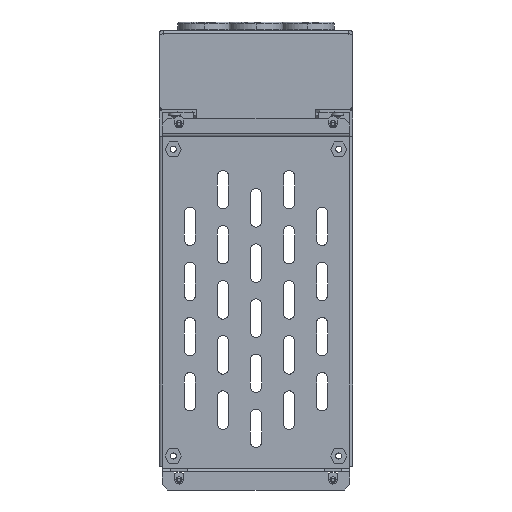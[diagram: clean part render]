
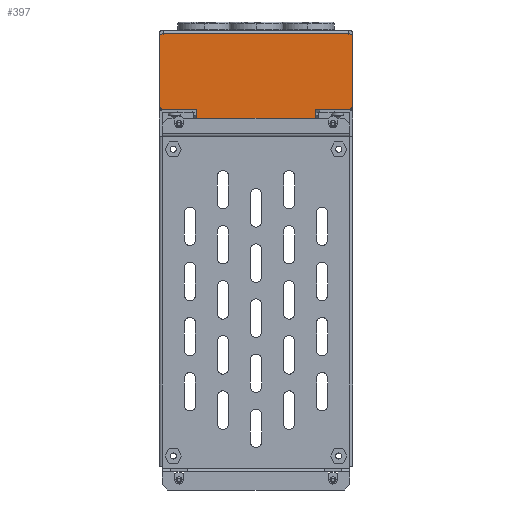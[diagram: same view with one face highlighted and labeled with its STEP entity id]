
A CAD part, front view. The second image highlights one B-rep face of the part: STEP entity #397.
In plain terms, the highlighted planar face has unit normal (0, -1, 0).
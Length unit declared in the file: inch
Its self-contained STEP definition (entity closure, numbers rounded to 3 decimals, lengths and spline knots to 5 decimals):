
#349 = CARTESIAN_POINT ( 'NONE',  ( -1.99213, 3.03543, 2.34646 ) ) ;
#397 = ADVANCED_FACE ( 'NONE', ( #32449 ), #21382, .T. ) ;
#463 = CARTESIAN_POINT ( 'NONE',  ( -1.19685, 3.03543, 0.02362 ) ) ;
#497 = DIRECTION ( 'NONE',  ( 0.707, 0., 0.707 ) ) ;
#1427 = VERTEX_POINT ( 'NONE', #23974 ) ;
#1938 = CARTESIAN_POINT ( 'NONE',  ( -1.27559, 3.03543, 2.34646 ) ) ;
#2166 = LINE ( 'NONE', #1938, #22943 ) ;
#2457 = VECTOR ( 'NONE', #28446, 39.37008 ) ;
#3287 = VERTEX_POINT ( 'NONE', #27158 ) ;
#3581 = VERTEX_POINT ( 'NONE', #24811 ) ;
#3852 = LINE ( 'NONE', #36401, #31826 ) ;
#4099 = DIRECTION ( 'NONE',  ( 0., 0., 1. ) ) ;
#5245 = LINE ( 'NONE', #37086, #28467 ) ;
#5364 = ORIENTED_EDGE ( 'NONE', *, *, #41888, .T. ) ;
#5951 = DIRECTION ( 'NONE',  ( 0., 0., -1. ) ) ;
#6516 = VERTEX_POINT ( 'NONE', #35922 ) ;
#6642 = ORIENTED_EDGE ( 'NONE', *, *, #13577, .T. ) ;
#7032 = CARTESIAN_POINT ( 'NONE',  ( 2.07087, 3.03543, 2.26772 ) ) ;
#8050 = VECTOR ( 'NONE', #5951, 39.37008 ) ;
#8163 = CARTESIAN_POINT ( 'NONE',  ( -1.27559, 3.03543, 0.10236 ) ) ;
#8627 = CARTESIAN_POINT ( 'NONE',  ( 0., 3.03543, 0.65354 ) ) ;
#8860 = VECTOR ( 'NONE', #497, 39.37008 ) ;
#9915 = CARTESIAN_POINT ( 'NONE',  ( -2.07087, 3.03543, 0.73228 ) ) ;
#9969 = LINE ( 'NONE', #34977, #39662 ) ;
#10204 = DIRECTION ( 'NONE',  ( 1., 0., 0. ) ) ;
#10330 = EDGE_LOOP ( 'NONE', ( #21940, #45749, #24733, #12918, #35202, #6642, #15739, #18770, #43738, #46285, #33689, #23553, #31341, #19121, #5364, #26683 ) ) ;
#10512 = CARTESIAN_POINT ( 'NONE',  ( 0., 3.03543, 2.34646 ) ) ;
#10701 = CARTESIAN_POINT ( 'NONE',  ( 1.99213, 3.03543, 0.65354 ) ) ;
#11573 = EDGE_CURVE ( 'NONE', #3287, #37218, #23744, .T. ) ;
#11687 = EDGE_CURVE ( 'NONE', #14639, #31608, #18262, .T. ) ;
#12458 = CARTESIAN_POINT ( 'NONE',  ( -1.99213, 3.03543, 2.26772 ) ) ;
#12802 = VECTOR ( 'NONE', #13668, 39.37008 ) ;
#12918 = ORIENTED_EDGE ( 'NONE', *, *, #18243, .T. ) ;
#13577 = EDGE_CURVE ( 'NONE', #28056, #14639, #17000, .T. ) ;
#13668 = DIRECTION ( 'NONE',  ( -1., 0., 0. ) ) ;
#14055 = LINE ( 'NONE', #31985, #2457 ) ;
#14230 = EDGE_CURVE ( 'NONE', #27848, #42377, #19256, .T. ) ;
#14287 = DIRECTION ( 'NONE',  ( 0., 0., -1. ) ) ;
#14639 = VERTEX_POINT ( 'NONE', #36456 ) ;
#15026 = EDGE_CURVE ( 'NONE', #37218, #43314, #3852, .T. ) ;
#15130 = CARTESIAN_POINT ( 'NONE',  ( 1.27559, 3.03543, 0.65354 ) ) ;
#15581 = LINE ( 'NONE', #27591, #12802 ) ;
#15739 = ORIENTED_EDGE ( 'NONE', *, *, #11687, .T. ) ;
#17000 = LINE ( 'NONE', #35636, #24386 ) ;
#17507 = VECTOR ( 'NONE', #31937, 39.37008 ) ;
#17565 = LINE ( 'NONE', #45386, #17507 ) ;
#17693 = CARTESIAN_POINT ( 'NONE',  ( 0., 3.03543, 2.26772 ) ) ;
#17969 = VECTOR ( 'NONE', #38634, 39.37008 ) ;
#18243 = EDGE_CURVE ( 'NONE', #43314, #1427, #20749, .T. ) ;
#18262 = LINE ( 'NONE', #349, #8050 ) ;
#18770 = ORIENTED_EDGE ( 'NONE', *, *, #32629, .T. ) ;
#19121 = ORIENTED_EDGE ( 'NONE', *, *, #40444, .T. ) ;
#19256 = LINE ( 'NONE', #8627, #32634 ) ;
#19389 = DIRECTION ( 'NONE',  ( 0., 0., -1. ) ) ;
#19611 = EDGE_CURVE ( 'NONE', #6516, #31065, #20453, .T. ) ;
#20216 = CARTESIAN_POINT ( 'NONE',  ( 1.27559, 3.03543, 2.34646 ) ) ;
#20453 = LINE ( 'NONE', #20216, #17969 ) ;
#20749 = LINE ( 'NONE', #17693, #39772 ) ;
#21382 = PLANE ( 'NONE',  #43752 ) ;
#21841 = VERTEX_POINT ( 'NONE', #24625 ) ;
#21940 = ORIENTED_EDGE ( 'NONE', *, *, #45178, .T. ) ;
#22660 = DIRECTION ( 'NONE',  ( 0., 0., 1. ) ) ;
#22943 = VECTOR ( 'NONE', #19389, 39.37008 ) ;
#23030 = CARTESIAN_POINT ( 'NONE',  ( 2.07087, 3.03543, 0.73228 ) ) ;
#23350 = CARTESIAN_POINT ( 'NONE',  ( 1.99213, 3.03543, 2.34646 ) ) ;
#23553 = ORIENTED_EDGE ( 'NONE', *, *, #38888, .T. ) ;
#23744 = LINE ( 'NONE', #10701, #33662 ) ;
#23974 = CARTESIAN_POINT ( 'NONE',  ( 1.99213, 3.03543, 2.26772 ) ) ;
#23982 = DIRECTION ( 'NONE',  ( 0.707, 0., 0.707 ) ) ;
#24205 = VECTOR ( 'NONE', #41597, 39.37008 ) ;
#24386 = VECTOR ( 'NONE', #35394, 39.37008 ) ;
#24625 = CARTESIAN_POINT ( 'NONE',  ( -2.07087, 3.03543, 2.26772 ) ) ;
#24733 = ORIENTED_EDGE ( 'NONE', *, *, #15026, .T. ) ;
#24811 = CARTESIAN_POINT ( 'NONE',  ( 1.19685, 3.03543, 0.02362 ) ) ;
#26442 = EDGE_CURVE ( 'NONE', #31166, #27848, #14055, .T. ) ;
#26683 = ORIENTED_EDGE ( 'NONE', *, *, #19611, .T. ) ;
#26892 = LINE ( 'NONE', #23350, #29870 ) ;
#27158 = CARTESIAN_POINT ( 'NONE',  ( 1.99213, 3.03543, 0.65354 ) ) ;
#27591 = CARTESIAN_POINT ( 'NONE',  ( 0., 3.03543, 2.26772 ) ) ;
#27739 = EDGE_CURVE ( 'NONE', #21841, #31166, #17565, .T. ) ;
#27848 = VERTEX_POINT ( 'NONE', #39707 ) ;
#28056 = VERTEX_POINT ( 'NONE', #40401 ) ;
#28300 = VERTEX_POINT ( 'NONE', #463 ) ;
#28446 = DIRECTION ( 'NONE',  ( 0.707, 0., -0.707 ) ) ;
#28467 = VECTOR ( 'NONE', #40845, 39.37008 ) ;
#29870 = VECTOR ( 'NONE', #22660, 39.37008 ) ;
#30517 = CARTESIAN_POINT ( 'NONE',  ( 0., 3.03543, 0.65354 ) ) ;
#31065 = VERTEX_POINT ( 'NONE', #15130 ) ;
#31126 = DIRECTION ( 'NONE',  ( -1., 0., 0. ) ) ;
#31166 = VERTEX_POINT ( 'NONE', #9915 ) ;
#31341 = ORIENTED_EDGE ( 'NONE', *, *, #43829, .T. ) ;
#31608 = VERTEX_POINT ( 'NONE', #12458 ) ;
#31826 = VECTOR ( 'NONE', #4099, 39.37008 ) ;
#31937 = DIRECTION ( 'NONE',  ( 0., 0., -1. ) ) ;
#31985 = CARTESIAN_POINT ( 'NONE',  ( -2.07087, 3.03543, 0.73228 ) ) ;
#32449 = FACE_OUTER_BOUND ( 'NONE', #10330, .T. ) ;
#32629 = EDGE_CURVE ( 'NONE', #31608, #21841, #15581, .T. ) ;
#32634 = VECTOR ( 'NONE', #41172, 39.37008 ) ;
#32799 = CARTESIAN_POINT ( 'NONE',  ( 1.19685, 3.03543, 0.02362 ) ) ;
#33662 = VECTOR ( 'NONE', #23982, 39.37008 ) ;
#33689 = ORIENTED_EDGE ( 'NONE', *, *, #14230, .T. ) ;
#34374 = VERTEX_POINT ( 'NONE', #8163 ) ;
#34977 = CARTESIAN_POINT ( 'NONE',  ( 0., 3.03543, 0.02362 ) ) ;
#35001 = LINE ( 'NONE', #30517, #24205 ) ;
#35202 = ORIENTED_EDGE ( 'NONE', *, *, #40774, .T. ) ;
#35394 = DIRECTION ( 'NONE',  ( -1., 0., 0. ) ) ;
#35636 = CARTESIAN_POINT ( 'NONE',  ( 0., 3.03543, 2.28346 ) ) ;
#35922 = CARTESIAN_POINT ( 'NONE',  ( 1.27559, 3.03543, 0.10236 ) ) ;
#36341 = LINE ( 'NONE', #32799, #8860 ) ;
#36401 = CARTESIAN_POINT ( 'NONE',  ( 2.07087, 3.03543, 2.34646 ) ) ;
#36456 = CARTESIAN_POINT ( 'NONE',  ( -1.99213, 3.03543, 2.28346 ) ) ;
#37086 = CARTESIAN_POINT ( 'NONE',  ( -1.27559, 3.03543, 0.10236 ) ) ;
#37218 = VERTEX_POINT ( 'NONE', #23030 ) ;
#38634 = DIRECTION ( 'NONE',  ( 0., 0., 1. ) ) ;
#38888 = EDGE_CURVE ( 'NONE', #42377, #34374, #2166, .T. ) ;
#39662 = VECTOR ( 'NONE', #10204, 39.37008 ) ;
#39707 = CARTESIAN_POINT ( 'NONE',  ( -1.99213, 3.03543, 0.65354 ) ) ;
#39772 = VECTOR ( 'NONE', #31126, 39.37008 ) ;
#40229 = DIRECTION ( 'NONE',  ( 0., -1., 0. ) ) ;
#40401 = CARTESIAN_POINT ( 'NONE',  ( 1.99213, 3.03543, 2.28346 ) ) ;
#40444 = EDGE_CURVE ( 'NONE', #28300, #3581, #9969, .T. ) ;
#40774 = EDGE_CURVE ( 'NONE', #1427, #28056, #26892, .T. ) ;
#40845 = DIRECTION ( 'NONE',  ( 0.707, 0., -0.707 ) ) ;
#41172 = DIRECTION ( 'NONE',  ( 1., 0., 0. ) ) ;
#41597 = DIRECTION ( 'NONE',  ( 1., 0., 0. ) ) ;
#41888 = EDGE_CURVE ( 'NONE', #3581, #6516, #36341, .T. ) ;
#42377 = VERTEX_POINT ( 'NONE', #43688 ) ;
#43314 = VERTEX_POINT ( 'NONE', #7032 ) ;
#43688 = CARTESIAN_POINT ( 'NONE',  ( -1.27559, 3.03543, 0.65354 ) ) ;
#43738 = ORIENTED_EDGE ( 'NONE', *, *, #27739, .T. ) ;
#43752 = AXIS2_PLACEMENT_3D ( 'NONE', #10512, #40229, #14287 ) ;
#43829 = EDGE_CURVE ( 'NONE', #34374, #28300, #5245, .T. ) ;
#45178 = EDGE_CURVE ( 'NONE', #31065, #3287, #35001, .T. ) ;
#45386 = CARTESIAN_POINT ( 'NONE',  ( -2.07087, 3.03543, 2.34646 ) ) ;
#45749 = ORIENTED_EDGE ( 'NONE', *, *, #11573, .T. ) ;
#46285 = ORIENTED_EDGE ( 'NONE', *, *, #26442, .T. ) ;
